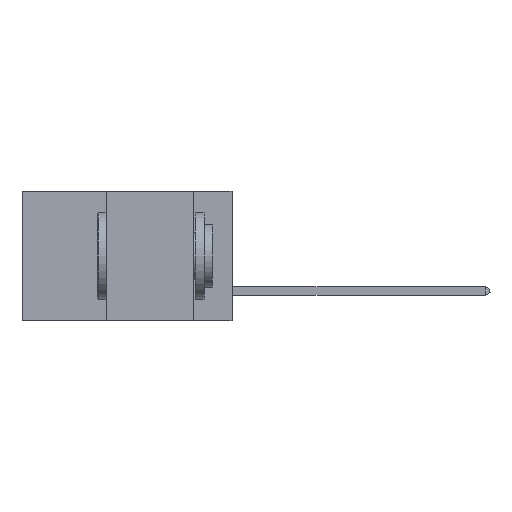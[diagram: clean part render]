
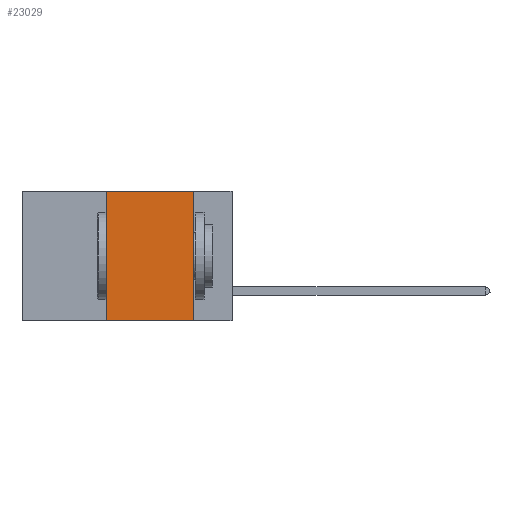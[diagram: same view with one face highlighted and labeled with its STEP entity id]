
A CAD part, left-side view. The second image highlights one B-rep face of the part: STEP entity #23029.
In plain terms, the highlighted planar face has unit normal (-1, 0, 0).
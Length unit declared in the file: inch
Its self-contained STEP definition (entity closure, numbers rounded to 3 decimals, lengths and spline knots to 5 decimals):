
#359 = CARTESIAN_POINT ( 'NONE',  ( 0., 0.11, 0. ) ) ;
#415 = DIRECTION ( 'NONE',  ( 0., 0., -1. ) ) ;
#924 = ORIENTED_EDGE ( 'NONE', *, *, #35887, .F. ) ;
#2126 = CARTESIAN_POINT ( 'NONE',  ( 0., 0.36, 0. ) ) ;
#2494 = LINE ( 'NONE', #11835, #34463 ) ;
#5370 = EDGE_CURVE ( 'NONE', #13832, #13341, #26657, .T. ) ;
#5372 = ORIENTED_EDGE ( 'NONE', *, *, #31558, .F. ) ;
#5491 = VECTOR ( 'NONE', #16160, 39.37008 ) ;
#8815 = ORIENTED_EDGE ( 'NONE', *, *, #5370, .F. ) ;
#9195 = EDGE_CURVE ( 'NONE', #14215, #23647, #34397, .T. ) ;
#11612 = CARTESIAN_POINT ( 'NONE',  ( 0., 0.11, -0.37 ) ) ;
#11645 = DIRECTION ( 'NONE',  ( 1., 0., 0. ) ) ;
#11835 = CARTESIAN_POINT ( 'NONE',  ( 0., 0.11, 0. ) ) ;
#13341 = VERTEX_POINT ( 'NONE', #359 ) ;
#13832 = VERTEX_POINT ( 'NONE', #2126 ) ;
#14215 = VERTEX_POINT ( 'NONE', #20668 ) ;
#16160 = DIRECTION ( 'NONE',  ( 0., 0., 1. ) ) ;
#19224 = CARTESIAN_POINT ( 'NONE',  ( 0., 0.36, 0. ) ) ;
#20187 = DIRECTION ( 'NONE',  ( 0., -1., 0. ) ) ;
#20314 = DIRECTION ( 'NONE',  ( 0., -1., 0. ) ) ;
#20668 = CARTESIAN_POINT ( 'NONE',  ( 0., 0.36, -0.37 ) ) ;
#23029 = ADVANCED_FACE ( 'NONE', ( #26048 ), #25951, .F. ) ;
#23647 = VERTEX_POINT ( 'NONE', #11612 ) ;
#23918 = VECTOR ( 'NONE', #20314, 39.37008 ) ;
#24954 = CARTESIAN_POINT ( 'NONE',  ( 0., 0.6, -0.37 ) ) ;
#25679 = CARTESIAN_POINT ( 'NONE',  ( 0., 0.6, 0. ) ) ;
#25951 = PLANE ( 'NONE',  #26528 ) ;
#26048 = FACE_OUTER_BOUND ( 'NONE', #30025, .T. ) ;
#26528 = AXIS2_PLACEMENT_3D ( 'NONE', #25679, #11645, #31872 ) ;
#26657 = LINE ( 'NONE', #27397, #23918 ) ;
#27397 = CARTESIAN_POINT ( 'NONE',  ( 0., 0.6, 0. ) ) ;
#27507 = ORIENTED_EDGE ( 'NONE', *, *, #9195, .T. ) ;
#30025 = EDGE_LOOP ( 'NONE', ( #5372, #8815, #924, #27507 ) ) ;
#31558 = EDGE_CURVE ( 'NONE', #13341, #23647, #2494, .T. ) ;
#31872 = DIRECTION ( 'NONE',  ( 0., 0., -1. ) ) ;
#32588 = VECTOR ( 'NONE', #20187, 39.37008 ) ;
#34312 = LINE ( 'NONE', #19224, #5491 ) ;
#34397 = LINE ( 'NONE', #24954, #32588 ) ;
#34463 = VECTOR ( 'NONE', #415, 39.37008 ) ;
#35887 = EDGE_CURVE ( 'NONE', #14215, #13832, #34312, .T. ) ;
